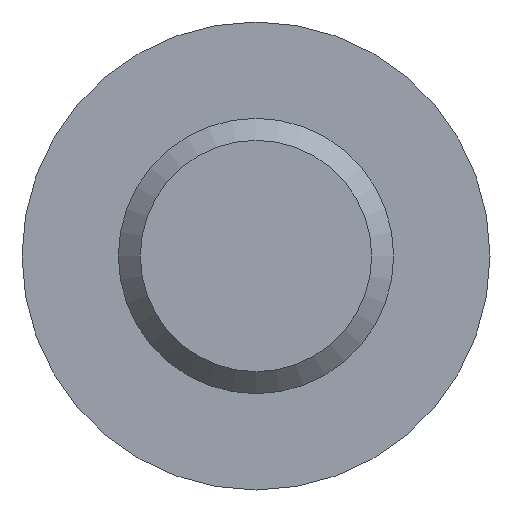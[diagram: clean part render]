
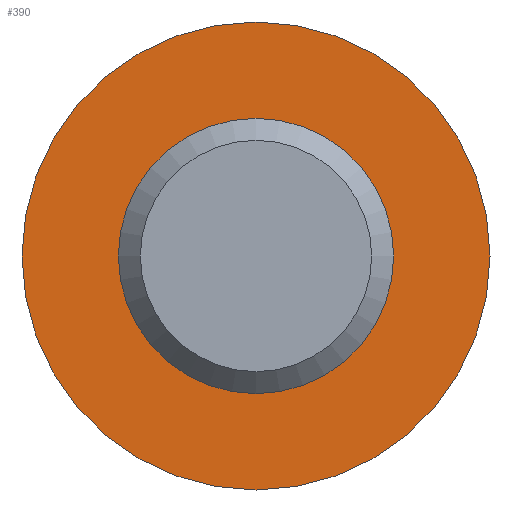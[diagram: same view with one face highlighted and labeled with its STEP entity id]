
A CAD part, front view. The second image highlights one B-rep face of the part: STEP entity #390.
In plain terms, the highlighted planar face has unit normal (0, -1, 0).
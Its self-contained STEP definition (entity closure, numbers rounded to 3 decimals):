
#5 = CARTESIAN_POINT ( 'NONE',  ( 0., 60., -4.25 ) ) ;
#11 = CIRCLE ( 'NONE', #177, 2.5 ) ;
#40 = AXIS2_PLACEMENT_3D ( 'NONE', #220, #512, #211 ) ;
#51 = DIRECTION ( 'NONE',  ( 0., 0., -1. ) ) ;
#79 = EDGE_LOOP ( 'NONE', ( #537 ) ) ;
#123 = CARTESIAN_POINT ( 'NONE',  ( -2.5, 60., 0. ) ) ;
#130 = CARTESIAN_POINT ( 'NONE',  ( 0., 60., -2.5 ) ) ;
#166 = DIRECTION ( 'NONE',  ( 0., 0., 1. ) ) ;
#177 = AXIS2_PLACEMENT_3D ( 'NONE', #472, #428, #51 ) ;
#198 = FACE_BOUND ( 'NONE', #405, .T. ) ;
#206 = ORIENTED_EDGE ( 'NONE', *, *, #427, .F. ) ;
#211 = DIRECTION ( 'NONE',  ( 0., 0., -1. ) ) ;
#218 = VERTEX_POINT ( 'NONE', #5 ) ;
#220 = CARTESIAN_POINT ( 'NONE',  ( 0., 60., 0. ) ) ;
#282 = DIRECTION ( 'NONE',  ( 0., 1., 0. ) ) ;
#340 = AXIS2_PLACEMENT_3D ( 'NONE', #123, #282, #166 ) ;
#366 = EDGE_CURVE ( 'NONE', #218, #218, #437, .T. ) ;
#390 = ADVANCED_FACE ( 'NONE', ( #198, #504 ), #532, .F. ) ;
#405 = EDGE_LOOP ( 'NONE', ( #206 ) ) ;
#427 = EDGE_CURVE ( 'NONE', #507, #507, #11, .T. ) ;
#428 = DIRECTION ( 'NONE',  ( 0., -1., 0. ) ) ;
#437 = CIRCLE ( 'NONE', #40, 4.25 ) ;
#472 = CARTESIAN_POINT ( 'NONE',  ( 0., 60., 0. ) ) ;
#504 = FACE_OUTER_BOUND ( 'NONE', #79, .T. ) ;
#507 = VERTEX_POINT ( 'NONE', #130 ) ;
#512 = DIRECTION ( 'NONE',  ( 0., -1., 0. ) ) ;
#532 = PLANE ( 'NONE',  #340 ) ;
#537 = ORIENTED_EDGE ( 'NONE', *, *, #366, .T. ) ;
